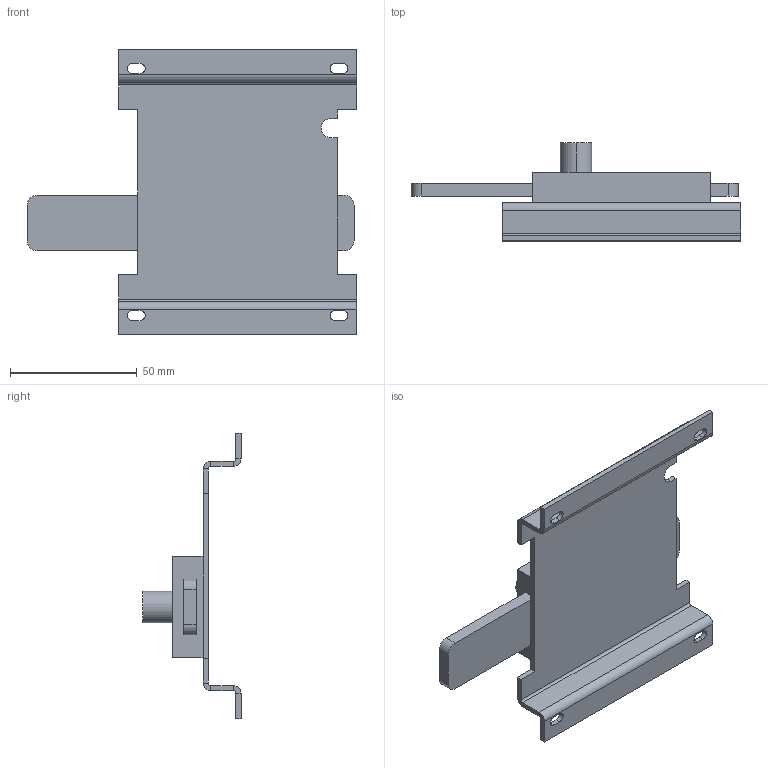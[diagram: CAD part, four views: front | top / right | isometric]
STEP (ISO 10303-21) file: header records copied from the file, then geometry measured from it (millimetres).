
FILE_DESCRIPTION (( 'STEP AP203' ), '1' );
FILE_NAME ('Ìåõàíè÷åñêàÿ âçàèìíàÿ áëîêèðîâêà 2-õ 3Ð ÂÀ-99Ì 63.STEP', '2018-09-04T06:01:44', ( '' ), ( '' ), 'SwSTEP 2.0', 'SolidWorks 2017', '' );
FILE_SCHEMA (( 'CONFIG_CONTROL_DESIGN' ));
Length unit declared in the file: millimetre
Products named in the file (1): Ìåõàíè÷åñêàÿ âçàèìíàÿ áëîêèðîâêà 2-õ 3Ð ÂÀ-99Ì 63
Bounding box: 130 x 38.7 x 112.5 mm (x, y, z)
Volume: 62284.9 mm3; surface area: 31191.1 mm2
Topology: 1 solids, 1 shells, 93 faces, 226 edges, 140 vertices
Faces by surface type: plane 68, cylinder 25
Entity records: 2767 total; most frequent: DIRECTION 464, CARTESIAN_POINT 460, ORIENTED_EDGE 452, EDGE_CURVE 226, VECTOR 176, LINE 176, AXIS2_PLACEMENT_3D 144, VERTEX_POINT 140
